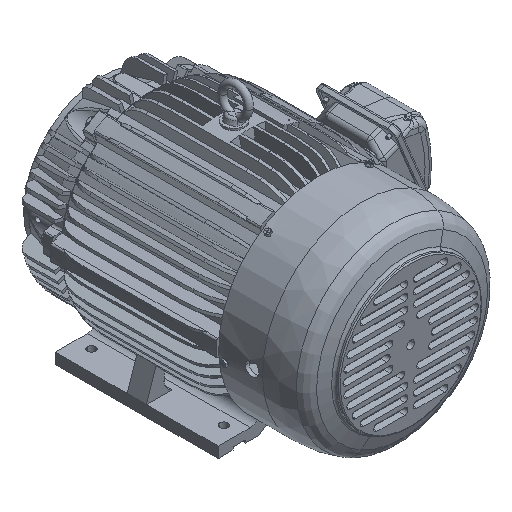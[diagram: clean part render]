
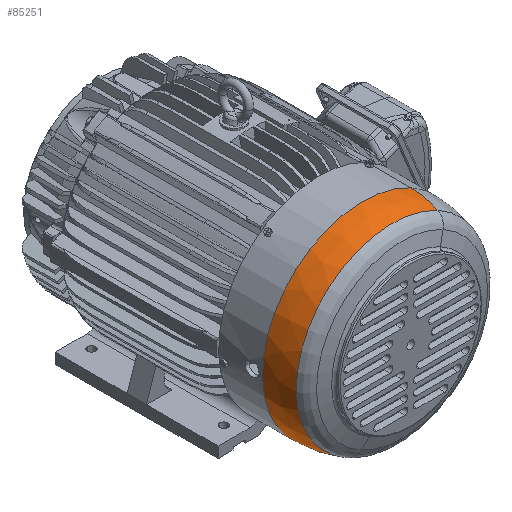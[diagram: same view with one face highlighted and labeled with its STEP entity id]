
A CAD part, isometric view. The second image highlights one B-rep face of the part: STEP entity #85251.
In plain terms, the highlighted spherical face has radius 182.75 mm.
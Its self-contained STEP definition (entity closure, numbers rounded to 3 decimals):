
#85164=CARTESIAN_POINT('Axis2P3D Location',(0.,-288.018,0.)) ;
#85168=CARTESIAN_POINT('Vertex',(-83.774,-288.018,-153.347)) ;
#85170=CARTESIAN_POINT('Vertex',(83.774,-288.018,153.347)) ;
#85221=CARTESIAN_POINT('Axis2P3D Location',(0.,-234.5,0.)) ;
#85226=CARTESIAN_POINT('Axis2P3D Location',(0.,-234.5,0.)) ;
#85230=CARTESIAN_POINT('Vertex',(-87.615,-234.5,-160.378)) ;
#85232=CARTESIAN_POINT('Vertex',(87.615,-234.5,160.378)) ;
#85235=CARTESIAN_POINT('Axis2P3D Location',(0.,-234.5,0.)) ;
#85240=CARTESIAN_POINT('Axis2P3D Location',(0.,-234.5,0.)) ;
#85165=DIRECTION('Axis2P3D Direction',(0.,1.,0.)) ;
#85222=DIRECTION('Axis2P3D Direction',(0.,1.,0.)) ;
#85223=DIRECTION('Axis2P3D XDirection',(0.479,0.,0.878)) ;
#85227=DIRECTION('Axis2P3D Direction',(0.,1.,0.)) ;
#85236=DIRECTION('Axis2P3D Direction',(0.878,0.,-0.479)) ;
#85241=DIRECTION('Axis2P3D Direction',(-0.878,0.,0.479)) ;
#85166=AXIS2_PLACEMENT_3D('Circle Axis2P3D',#85164,#85165,$) ;
#85224=AXIS2_PLACEMENT_3D('Sphere Axis2P3D',#85221,#85222,#85223) ;
#85228=AXIS2_PLACEMENT_3D('Circle Axis2P3D',#85226,#85227,$) ;
#85237=AXIS2_PLACEMENT_3D('Circle Axis2P3D',#85235,#85236,$) ;
#85242=AXIS2_PLACEMENT_3D('Circle Axis2P3D',#85240,#85241,$) ;
#85246=ORIENTED_EDGE('',*,*,#85234,.F.) ;
#85247=ORIENTED_EDGE('',*,*,#85239,.T.) ;
#85248=ORIENTED_EDGE('',*,*,#85172,.T.) ;
#85249=ORIENTED_EDGE('',*,*,#85244,.F.) ;
#85251=ADVANCED_FACE('31407C366.1',(#85250),#85225,.T.) ;
#85167=CIRCLE('generated circle',#85166,174.738) ;
#85229=CIRCLE('generated circle',#85228,182.75) ;
#85238=CIRCLE('generated circle',#85237,182.75) ;
#85243=CIRCLE('generated circle',#85242,182.75) ;
#85172=EDGE_CURVE('',#85169,#85171,#85167,.T.) ;
#85234=EDGE_CURVE('',#85231,#85233,#85229,.T.) ;
#85239=EDGE_CURVE('',#85231,#85169,#85238,.F.) ;
#85244=EDGE_CURVE('',#85233,#85171,#85243,.F.) ;
#85245=EDGE_LOOP('',(#85246,#85247,#85248,#85249)) ;
#85250=FACE_OUTER_BOUND('',#85245,.T.) ;
#85225=SPHERICAL_SURFACE('',#85224,182.75) ;
#85169=VERTEX_POINT('',#85168) ;
#85171=VERTEX_POINT('',#85170) ;
#85231=VERTEX_POINT('',#85230) ;
#85233=VERTEX_POINT('',#85232) ;
